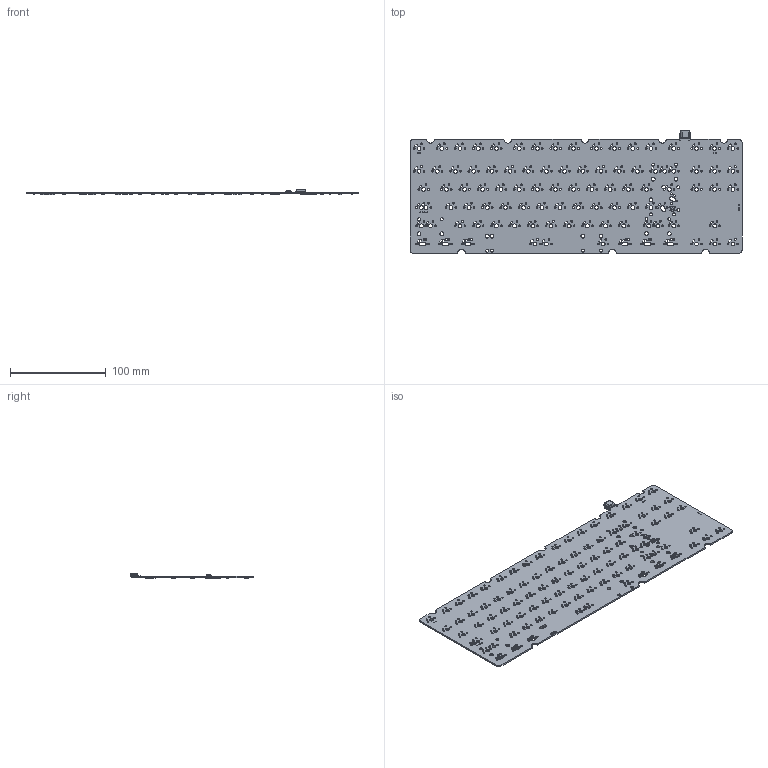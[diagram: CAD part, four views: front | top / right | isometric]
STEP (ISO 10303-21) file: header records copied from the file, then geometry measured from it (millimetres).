
FILE_DESCRIPTION(/* description */ (''),/* implementation_level */ '2;1');
FILE_NAME(/* name */ 'PCB.step',/* time_stamp */ '2021-04-21T22:56:13+03:00',/* author */ (''),/* organization */ (''),/* preprocessor_version */ 'ST-DEVELOPER v18.1',/* originating_system */ 'Autodesk Translation Framework v10.6.0.1341',/* authorisation */ '');
FILE_SCHEMA (('AUTOMOTIVE_DESIGN { 1 0 10303 214 3 1 1 }'));
Products named in the file (22): PCB; HRO  TYPE-C-31-M-12; SOLID; SW_SPST_TL3342; SOLID (1); SOT-143; SOLID (6); D_SOD-123; SOLID (5); R_0402_1005Metric; SOLID (2); Fuse_0805_2012Metric; SOLID (7); C_0402_1005Metric; SOLID (4); Resonator_SMD_muRata_CSTxExxV-3Pin_3.0x1.1mm; SOLID (8); QFN-44-1EP_7x7mm_P0.5mm_EP5.2x5.2mm; SOLID (9); SOT-23; SOLID (3); COMPOUND
Assembly tree (78 placements, depth 3):
  PCB
    HRO  TYPE-C-31-M-12
      SOLID
    SW_SPST_TL3342
      SOLID (1)
    R_0402_1005Metric  x9
      SOLID (2)
    SOT-23  x44
      SOLID (3)
    C_0402_1005Metric  x5
      SOLID (4)
    D_SOD-123  x3
      SOLID (5)
    SOT-143
      SOLID (6)
    Fuse_0805_2012Metric
      SOLID (7)
    Resonator_SMD_muRata_CSTxExxV-3Pin_3.0x1.1mm
      SOLID (8)
    QFN-44-1EP_7x7mm_P0.5mm_EP5.2x5.2mm
      SOLID (9)
    COMPOUND
Bounding box: 347.66 x 127.99 x 6.16 mm (x, y, z)
Volume: 61962.9 mm3; surface area: 86826.9 mm2
Topology: 68 solids, 69 shells, 5975 faces, 15298 edges, 9491 vertices
Faces by surface type: plane 4379, cylinder 1577, cone 10, bspline 8, torus 1
Full cylindrical faces by diameter (mm): 0.4 x1, 0.5 x2, 0.65 x2, 1 x3, 1.04 x8, 1.702 x2, 1.75 x177, 2 x1, 3.048 x13, 3.988 x100
Entity records: 78366 total; most frequent: CARTESIAN_POINT 13996, DIRECTION 12986, ORIENTED_EDGE 12828, EDGE_CURVE 6414, LINE 4500, VECTOR 4500, AXIS2_PLACEMENT_3D 4243, VERTEX_POINT 4205
